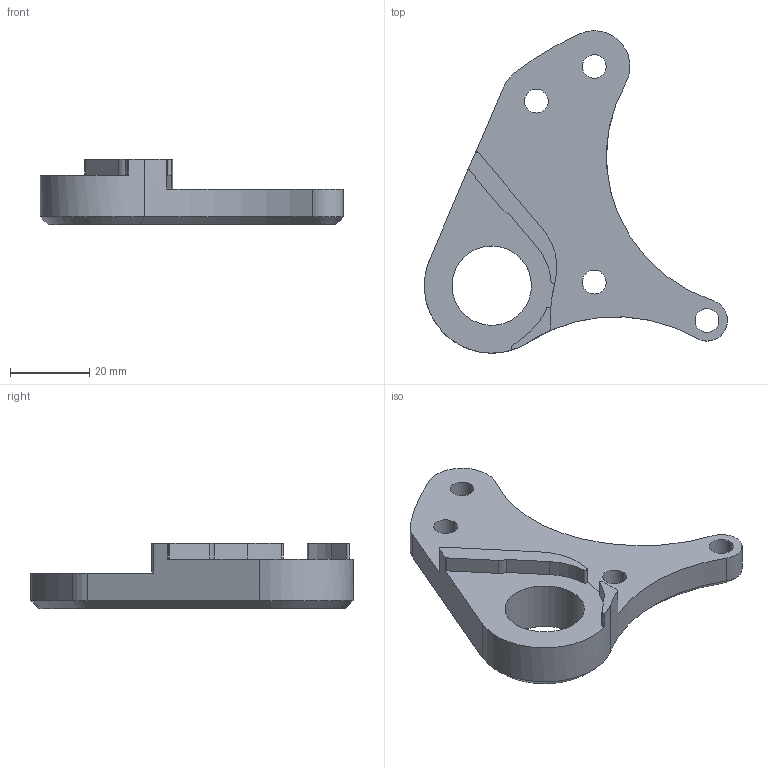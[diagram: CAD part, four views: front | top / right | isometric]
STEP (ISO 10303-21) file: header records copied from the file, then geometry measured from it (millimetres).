
FILE_DESCRIPTION (( 'STEP AP214' ), '1' );
FILE_NAME ('DR4147v2.STEP', '2025-06-19T18:45:48', ( '' ), ( '' ), 'SwSTEP 2.0', 'SolidWorks 2023', '' );
FILE_SCHEMA (( 'AUTOMOTIVE_DESIGN' ));
Length unit declared in the file: millimetre
Products named in the file (1): DR4147v2
Bounding box: 76.38 x 81.19 x 16.5 mm (x, y, z)
Volume: 25484.3 mm3; surface area: 10248.6 mm2
Topology: 1 solids, 1 shells, 83 faces, 211 edges, 134 vertices
Faces by surface type: cylinder 45, plane 21, cone 17
Entity records: 2580 total; most frequent: DIRECTION 491, CARTESIAN_POINT 429, ORIENTED_EDGE 422, EDGE_CURVE 211, AXIS2_PLACEMENT_3D 196, VERTEX_POINT 134, CIRCLE 112, VECTOR 99
